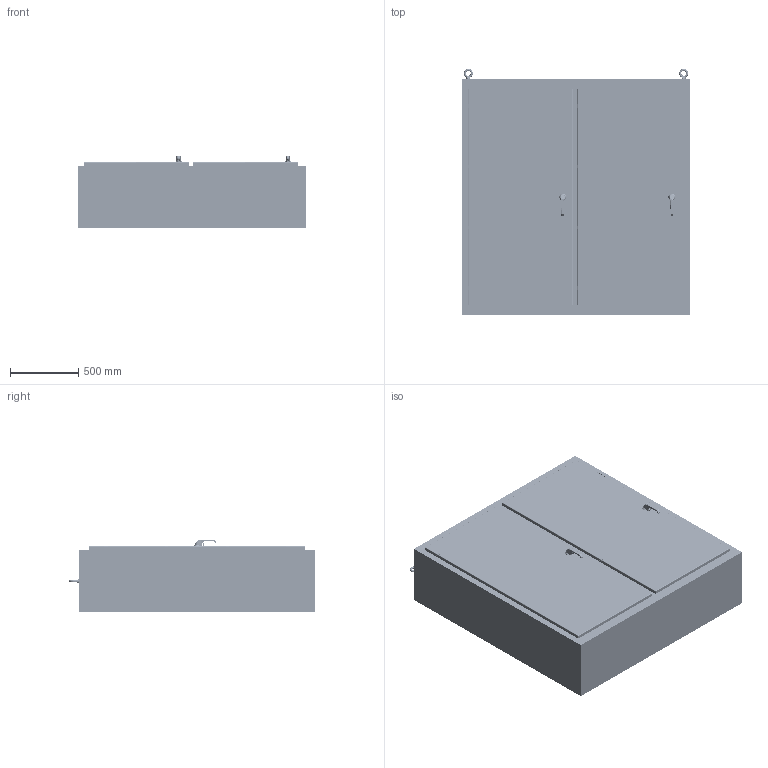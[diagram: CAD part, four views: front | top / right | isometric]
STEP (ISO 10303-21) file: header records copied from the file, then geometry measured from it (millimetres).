
FILE_DESCRIPTION (( 'STEP AP214' ), '1' );
FILE_NAME ('SCE-N68XM6618.STEP', '2024-05-08T15:02:23', ( '' ), ( '' ), 'SwSTEP 2.0', 'SolidWorks 2023', '' );
FILE_SCHEMA (( 'AUTOMOTIVE_DESIGN' ));
Length unit declared in the file: inch
Products named in the file (1): SCE-N68XM6618
Bounding box: 1670.05 x 1801.92 x 534.57 mm (x, y, z)
Volume: 28578173.3 mm3; surface area: 21385824.7 mm2
Topology: 47 solids, 55 shells, 7355 faces, 18849 edges, 11674 vertices
Faces by surface type: plane 3051, cylinder 2464, bspline 836, torus 561, cone 228, sphere 215
Full cylindrical faces by diameter (mm): 1.016 x8, 3.978 x8, 4.318 x40, 4.978 x32, 5.016 x4, 5.207 x16, 5.232 x16, 5.537 x8, 6.096 x16, 6.198 x16, 6.35 x16, 7.137 x4, 9.525 x16, 10.323 x16, 11.25 x2, 15.24 x2, 16 x1, 29.8 x2
Entity records: 339686 total; most frequent: CARTESIAN_POINT 171009, ORIENTED_EDGE 36314, DIRECTION 32630, EDGE_CURVE 18157, AXIS2_PLACEMENT_3D 11857, VERTEX_POINT 11460, VECTOR 8916, LINE 8916
